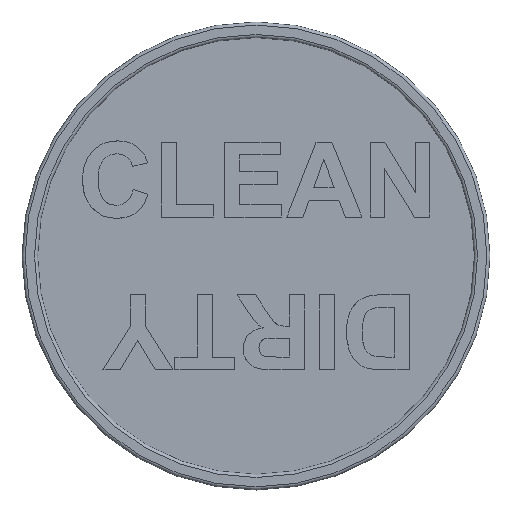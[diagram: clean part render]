
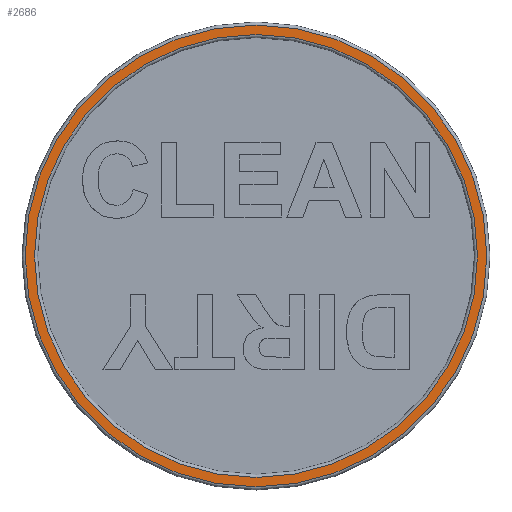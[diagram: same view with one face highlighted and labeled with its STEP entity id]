
A CAD part, top view. The second image highlights one B-rep face of the part: STEP entity #2686.
In plain terms, the highlighted planar face has unit normal (0, 0, 1).
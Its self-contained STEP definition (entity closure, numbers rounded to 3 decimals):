
#750=FACE_BOUND('',#1019,.T.);
#766=PLANE('',#2858);
#864=FACE_OUTER_BOUND('',#1018,.T.);
#1018=EDGE_LOOP('',(#1880));
#1019=EDGE_LOOP('',(#1881));
#1187=CIRCLE('',#2854,35.5);
#1191=CIRCLE('',#2859,37.);
#1203=VERTEX_POINT('',#3515);
#1206=VERTEX_POINT('',#3523);
#1471=EDGE_CURVE('',#1203,#1203,#1187,.T.);
#1475=EDGE_CURVE('',#1206,#1206,#1191,.T.);
#1880=ORIENTED_EDGE('',*,*,#1475,.F.);
#1881=ORIENTED_EDGE('',*,*,#1471,.F.);
#2686=ADVANCED_FACE('',(#864,#750),#766,.T.);
#2854=AXIS2_PLACEMENT_3D('',#3516,#2979,#2980);
#2858=AXIS2_PLACEMENT_3D('',#3522,#2987,#2988);
#2859=AXIS2_PLACEMENT_3D('',#3524,#2989,#2990);
#2979=DIRECTION('center_axis',(0.,0.,1.));
#2980=DIRECTION('ref_axis',(1.,0.,0.));
#2987=DIRECTION('center_axis',(0.,0.,1.));
#2988=DIRECTION('ref_axis',(1.,0.,0.));
#2989=DIRECTION('center_axis',(0.,0.,-1.));
#2990=DIRECTION('ref_axis',(1.,0.,0.));
#3515=CARTESIAN_POINT('',(35.5,0.,7.));
#3516=CARTESIAN_POINT('Origin',(0.,0.,7.));
#3522=CARTESIAN_POINT('Origin',(0.,0.,7.));
#3523=CARTESIAN_POINT('',(-37.,0.,7.));
#3524=CARTESIAN_POINT('Origin',(0.,0.,7.));
